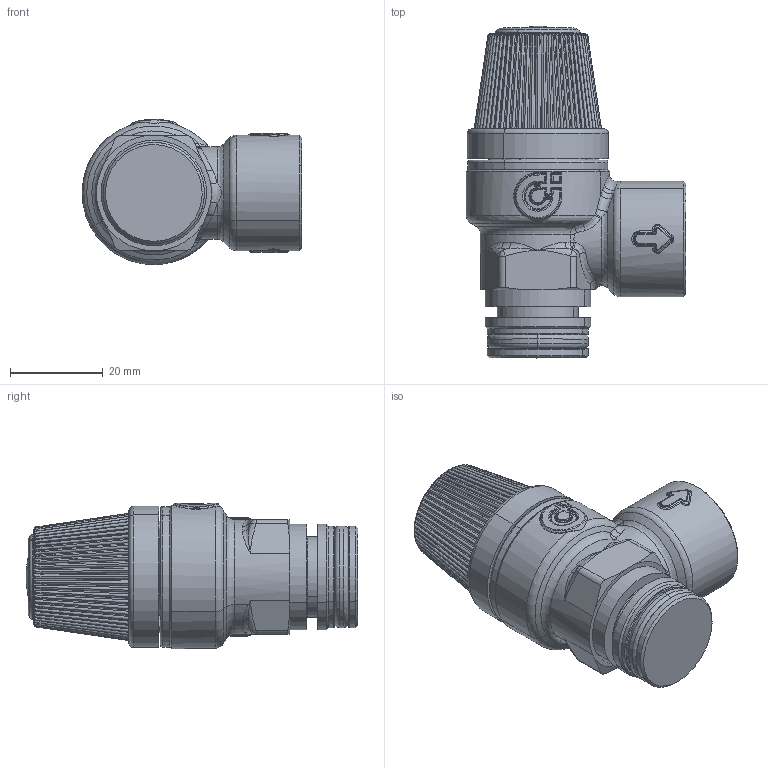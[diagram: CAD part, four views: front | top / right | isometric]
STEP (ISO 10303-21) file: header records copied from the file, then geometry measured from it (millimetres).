
FILE_DESCRIPTION(('CATIA V5 STEP Exchange','CAx-IF Rec.Pracs.--- Model Styling and Organization---1.5--- 2016-08-15','CAx-IF Rec.Pracs.---Supplemental Geometry---1.0---2011-11-01','CAx-IF Rec.Pracs.--- Composite Materials ---3.4---2017-06-13','CAx-IF Rec.Pracs.---Tessellated 3D Geometry---1.0---2015-12-17'),'2;1');
FILE_NAME('STEP_F49569_-_TST.stp','2023-12-13T09:39:07+00:00',('none'),('none'),'CATIA Version 5-6 Release 2020 SP5','CATIA V5 STEP AP242 v2','none');
FILE_SCHEMA(('AP242_MANAGED_MODEL_BASED_3D_ENGINEERING_MIM_LF {1 0 10303 442 1 1 4}'));
Length unit declared in the file: millimetre
Products named in the file (1): F49569 - TST
Bounding box: 47.5 x 71.72 x 31.4 mm (x, y, z)
Volume: 46308.7 mm3; surface area: 11722.9 mm2
Topology: 1 solids, 5 shells, 650 faces, 1665 edges, 1004 vertices
Faces by surface type: bspline 357, torus 100, cylinder 85, plane 48, cone 35, sphere 25
Entity records: 36566 total; most frequent: CARTESIAN_POINT 25039, ORIENTED_EDGE 3260, EDGE_CURVE 1630, B_SPLINE_CURVE_WITH_KNOTS 1144, VERTEX_POINT 1004, DIRECTION 816, EDGE_LOOP 664, ADVANCED_FACE 650
